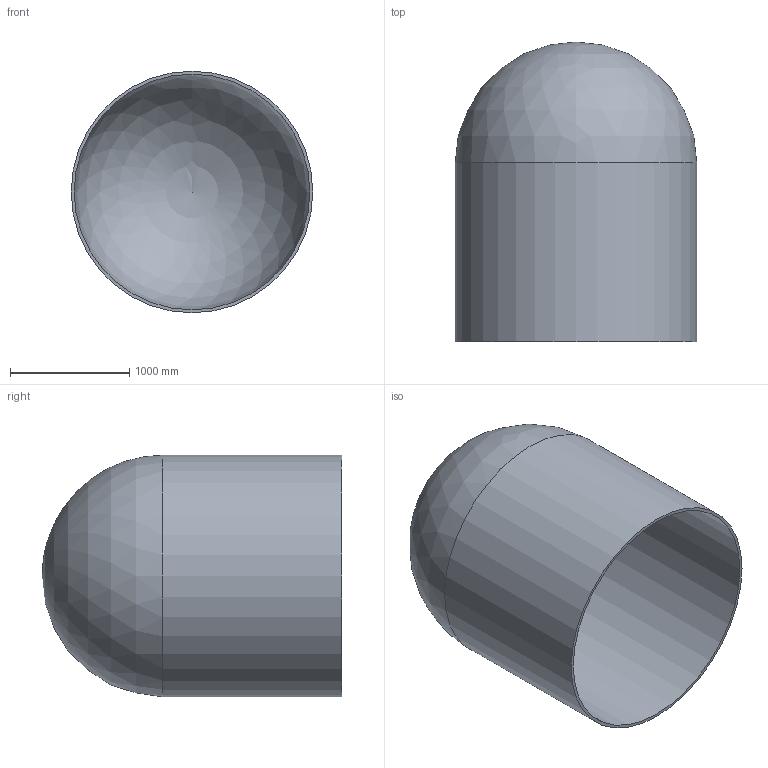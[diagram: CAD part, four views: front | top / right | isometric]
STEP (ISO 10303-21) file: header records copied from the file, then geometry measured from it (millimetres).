
FILE_DESCRIPTION(('STEP FEA test data geometry','AP203 class 6 - advancedbrep'),'2;1');
FILE_NAME('le7abrep.stp','2001-04-09 T11:00:00',('R. Goult'),('Caesar Systems','LMR Systems'),'Hand coded','Original NAFEMS data','R. Goult');
FILE_SCHEMA(('CONFIG_CONTROL_DESIGN'));
Length unit declared in the file: metre
Products named in the file (1): LE7solid
Bounding box: 2025 x 2512.5 x 2025 mm (x, y, z)
Volume: 392707262.9 mm3; surface area: 31574969.7 mm2
Topology: 1 solids, 1 shells, 5 faces, 12 edges, 8 vertices
Faces by surface type: cylinder 2, sphere 2, plane 1
Full cylindrical faces by diameter (mm): 1975 x1, 2025 x1
Entity records: 118 total; most frequent: ORIENTED_EDGE 8, EDGE_LOOP 8, CARTESIAN_POINT 6, CC_DESIGN_PERSON_AND_ORGANIZATION_ASSIGNMENT 5, PERSON_AND_ORGANIZATION_ROLE 5, FACE_BOUND 5, ADVANCED_FACE 5, VERTEX_POINT 4
